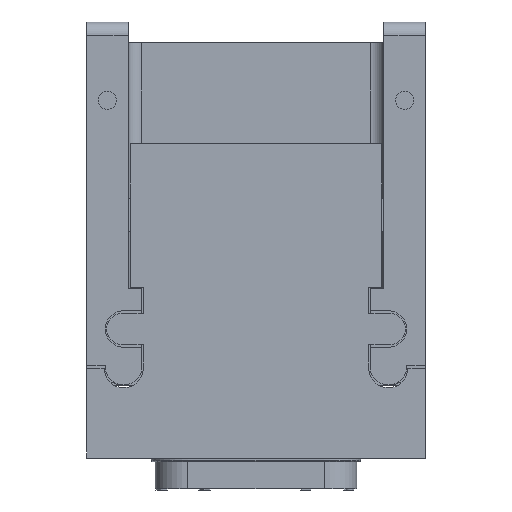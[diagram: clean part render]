
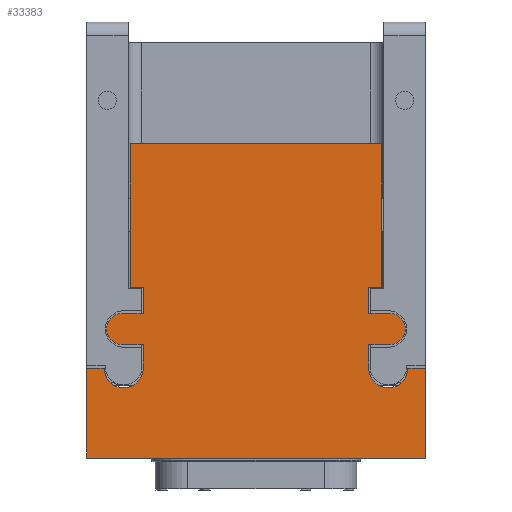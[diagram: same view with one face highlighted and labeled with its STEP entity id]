
A CAD part, left-side view. The second image highlights one B-rep face of the part: STEP entity #33383.
In plain terms, the highlighted planar face has unit normal (-1, 0, 0).
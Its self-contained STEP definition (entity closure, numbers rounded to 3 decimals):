
#9=DIRECTION('',(0.,-1.,0.));
#10=VECTOR('',#9,26.);
#11=CARTESIAN_POINT('',(0.,26.,0.));
#12=LINE('',#11,#10);
#322=DIRECTION('',(0.,0.,1.));
#323=VECTOR('',#322,6.9);
#324=CARTESIAN_POINT('',(0.,0.,0.));
#325=LINE('',#324,#323);
#363=DIRECTION('',(0.,-1.,0.));
#364=VECTOR('',#363,1.);
#365=CARTESIAN_POINT('',(0.,22.65,13.1));
#366=LINE('',#365,#364);
#367=DIRECTION('',(0.,0.,-1.));
#368=VECTOR('',#367,11.);
#369=CARTESIAN_POINT('',(0.,22.65,24.1));
#370=LINE('',#369,#368);
#371=DIRECTION('',(0.,0.,-1.));
#372=VECTOR('',#371,11.);
#373=CARTESIAN_POINT('',(0.,3.35,24.1));
#374=LINE('',#373,#372);
#375=DIRECTION('',(0.,1.,0.));
#376=VECTOR('',#375,1.);
#377=CARTESIAN_POINT('',(0.,3.35,13.1));
#378=LINE('',#377,#376);
#379=DIRECTION('',(0.,0.,-1.));
#380=VECTOR('',#379,2.);
#381=CARTESIAN_POINT('',(0.,4.35,13.1));
#382=LINE('',#381,#380);
#383=DIRECTION('',(0.,-1.,0.));
#384=VECTOR('',#383,1.6);
#385=CARTESIAN_POINT('',(0.,4.35,11.1));
#386=LINE('',#385,#384);
#387=CARTESIAN_POINT('',(0.,2.75,9.9));
#388=DIRECTION('',(-1.,0.,0.));
#389=DIRECTION('',(0.,0.,-1.));
#390=AXIS2_PLACEMENT_3D('',#387,#388,#389);
#392=DIRECTION('',(0.,1.,0.));
#393=VECTOR('',#392,1.6);
#394=CARTESIAN_POINT('',(0.,2.75,8.7));
#395=LINE('',#394,#393);
#396=DIRECTION('',(0.,0.,-1.));
#397=VECTOR('',#396,1.8);
#398=CARTESIAN_POINT('',(0.,4.35,8.7));
#399=LINE('',#398,#397);
#400=CARTESIAN_POINT('',(0.,2.85,6.9));
#401=DIRECTION('',(-1.,0.,0.));
#402=DIRECTION('',(0.,1.,0.));
#403=AXIS2_PLACEMENT_3D('',#400,#401,#402);
#405=DIRECTION('',(0.,1.,0.));
#406=VECTOR('',#405,1.35);
#407=CARTESIAN_POINT('',(0.,0.,6.9));
#408=LINE('',#407,#406);
#409=DIRECTION('',(0.,0.,1.));
#410=VECTOR('',#409,6.9);
#411=CARTESIAN_POINT('',(0.,26.,0.));
#412=LINE('',#411,#410);
#413=DIRECTION('',(0.,-1.,0.));
#414=VECTOR('',#413,1.35);
#415=CARTESIAN_POINT('',(0.,26.,6.9));
#416=LINE('',#415,#414);
#417=CARTESIAN_POINT('',(0.,23.15,6.9));
#418=DIRECTION('',(1.,0.,0.));
#419=DIRECTION('',(0.,-1.,0.));
#420=AXIS2_PLACEMENT_3D('',#417,#418,#419);
#422=DIRECTION('',(0.,0.,-1.));
#423=VECTOR('',#422,1.8);
#424=CARTESIAN_POINT('',(0.,21.65,8.7));
#425=LINE('',#424,#423);
#426=DIRECTION('',(0.,-1.,0.));
#427=VECTOR('',#426,1.6);
#428=CARTESIAN_POINT('',(0.,23.25,8.7));
#429=LINE('',#428,#427);
#430=CARTESIAN_POINT('',(0.,23.25,9.9));
#431=DIRECTION('',(1.,0.,0.));
#432=DIRECTION('',(0.,0.,-1.));
#433=AXIS2_PLACEMENT_3D('',#430,#431,#432);
#435=DIRECTION('',(0.,1.,0.));
#436=VECTOR('',#435,1.6);
#437=CARTESIAN_POINT('',(0.,21.65,11.1));
#438=LINE('',#437,#436);
#439=DIRECTION('',(0.,0.,-1.));
#440=VECTOR('',#439,2.);
#441=CARTESIAN_POINT('',(0.,21.65,13.1));
#442=LINE('',#441,#440);
#465=DIRECTION('',(0.,-1.,0.));
#466=VECTOR('',#465,19.3);
#467=CARTESIAN_POINT('',(0.,22.65,24.1));
#468=LINE('',#467,#466);
#25995=CARTESIAN_POINT('',(0.,26.,0.));
#25996=CARTESIAN_POINT('',(0.,0.,0.));
#25997=VERTEX_POINT('',#25995);
#25998=VERTEX_POINT('',#25996);
#26031=CARTESIAN_POINT('',(0.,22.65,24.1));
#26032=CARTESIAN_POINT('',(0.,3.35,24.1));
#26033=VERTEX_POINT('',#26031);
#26034=VERTEX_POINT('',#26032);
#26035=CARTESIAN_POINT('',(0.,3.35,13.1));
#26036=CARTESIAN_POINT('',(0.,4.35,13.1));
#26037=VERTEX_POINT('',#26035);
#26038=VERTEX_POINT('',#26036);
#26039=CARTESIAN_POINT('',(0.,4.35,11.1));
#26040=VERTEX_POINT('',#26039);
#26041=CARTESIAN_POINT('',(0.,2.75,11.1));
#26042=VERTEX_POINT('',#26041);
#26043=CARTESIAN_POINT('',(0.,2.75,8.7));
#26044=VERTEX_POINT('',#26043);
#26045=CARTESIAN_POINT('',(0.,4.35,8.7));
#26046=VERTEX_POINT('',#26045);
#26047=CARTESIAN_POINT('',(0.,4.35,6.9));
#26048=VERTEX_POINT('',#26047);
#26049=CARTESIAN_POINT('',(0.,1.35,6.9));
#26050=VERTEX_POINT('',#26049);
#26051=CARTESIAN_POINT('',(0.,0.,6.9));
#26052=VERTEX_POINT('',#26051);
#26063=CARTESIAN_POINT('',(0.,22.65,13.1));
#26064=CARTESIAN_POINT('',(0.,21.65,13.1));
#26065=VERTEX_POINT('',#26063);
#26066=VERTEX_POINT('',#26064);
#26067=CARTESIAN_POINT('',(0.,21.65,11.1));
#26068=VERTEX_POINT('',#26067);
#26069=CARTESIAN_POINT('',(0.,23.25,11.1));
#26070=VERTEX_POINT('',#26069);
#26071=CARTESIAN_POINT('',(0.,23.25,8.7));
#26072=VERTEX_POINT('',#26071);
#26073=CARTESIAN_POINT('',(0.,21.65,8.7));
#26074=VERTEX_POINT('',#26073);
#26075=CARTESIAN_POINT('',(0.,21.65,6.9));
#26076=VERTEX_POINT('',#26075);
#26077=CARTESIAN_POINT('',(0.,24.65,6.9));
#26078=VERTEX_POINT('',#26077);
#26079=CARTESIAN_POINT('',(0.,26.,6.9));
#26080=VERTEX_POINT('',#26079);
#33334=CARTESIAN_POINT('',(0.,26.,0.));
#33335=DIRECTION('',(-1.,0.,0.));
#33336=DIRECTION('',(0.,-1.,0.));
#33337=AXIS2_PLACEMENT_3D('',#33334,#33335,#33336);
#33338=PLANE('',#33337);
#33340=ORIENTED_EDGE('',*,*,#33339,.F.);
#33342=ORIENTED_EDGE('',*,*,#33341,.F.);
#33344=ORIENTED_EDGE('',*,*,#33343,.T.);
#33346=ORIENTED_EDGE('',*,*,#33345,.T.);
#33348=ORIENTED_EDGE('',*,*,#33347,.T.);
#33350=ORIENTED_EDGE('',*,*,#33349,.T.);
#33352=ORIENTED_EDGE('',*,*,#33351,.T.);
#33354=ORIENTED_EDGE('',*,*,#33353,.F.);
#33356=ORIENTED_EDGE('',*,*,#33355,.T.);
#33358=ORIENTED_EDGE('',*,*,#33357,.T.);
#33360=ORIENTED_EDGE('',*,*,#33359,.T.);
#33362=ORIENTED_EDGE('',*,*,#33361,.F.);
#33363=ORIENTED_EDGE('',*,*,#33309,.F.);
#33364=ORIENTED_EDGE('',*,*,#32928,.F.);
#33366=ORIENTED_EDGE('',*,*,#33365,.T.);
#33368=ORIENTED_EDGE('',*,*,#33367,.T.);
#33370=ORIENTED_EDGE('',*,*,#33369,.F.);
#33372=ORIENTED_EDGE('',*,*,#33371,.F.);
#33374=ORIENTED_EDGE('',*,*,#33373,.F.);
#33376=ORIENTED_EDGE('',*,*,#33375,.T.);
#33378=ORIENTED_EDGE('',*,*,#33377,.F.);
#33380=ORIENTED_EDGE('',*,*,#33379,.F.);
#33381=EDGE_LOOP('',(#33340,#33342,#33344,#33346,#33348,#33350,#33352,#33354,
#33356,#33358,#33360,#33362,#33363,#33364,#33366,#33368,#33370,#33372,#33374,
#33376,#33378,#33380));
#33382=FACE_OUTER_BOUND('',#33381,.F.);
#33383=ADVANCED_FACE('',(#33382),#33338,.T.);
#391=CIRCLE('',#390,1.2);
#404=CIRCLE('',#403,1.5);
#421=CIRCLE('',#420,1.5);
#434=CIRCLE('',#433,1.2);
#32928=EDGE_CURVE('',#25997,#25998,#12,.T.);
#33309=EDGE_CURVE('',#25998,#26052,#325,.T.);
#33339=EDGE_CURVE('',#26065,#26066,#366,.T.);
#33341=EDGE_CURVE('',#26033,#26065,#370,.T.);
#33343=EDGE_CURVE('',#26033,#26034,#468,.T.);
#33345=EDGE_CURVE('',#26034,#26037,#374,.T.);
#33347=EDGE_CURVE('',#26037,#26038,#378,.T.);
#33349=EDGE_CURVE('',#26038,#26040,#382,.T.);
#33351=EDGE_CURVE('',#26040,#26042,#386,.T.);
#33353=EDGE_CURVE('',#26044,#26042,#391,.T.);
#33355=EDGE_CURVE('',#26044,#26046,#395,.T.);
#33357=EDGE_CURVE('',#26046,#26048,#399,.T.);
#33359=EDGE_CURVE('',#26048,#26050,#404,.T.);
#33361=EDGE_CURVE('',#26052,#26050,#408,.T.);
#33365=EDGE_CURVE('',#25997,#26080,#412,.T.);
#33367=EDGE_CURVE('',#26080,#26078,#416,.T.);
#33369=EDGE_CURVE('',#26076,#26078,#421,.T.);
#33371=EDGE_CURVE('',#26074,#26076,#425,.T.);
#33373=EDGE_CURVE('',#26072,#26074,#429,.T.);
#33375=EDGE_CURVE('',#26072,#26070,#434,.T.);
#33377=EDGE_CURVE('',#26068,#26070,#438,.T.);
#33379=EDGE_CURVE('',#26066,#26068,#442,.T.);
